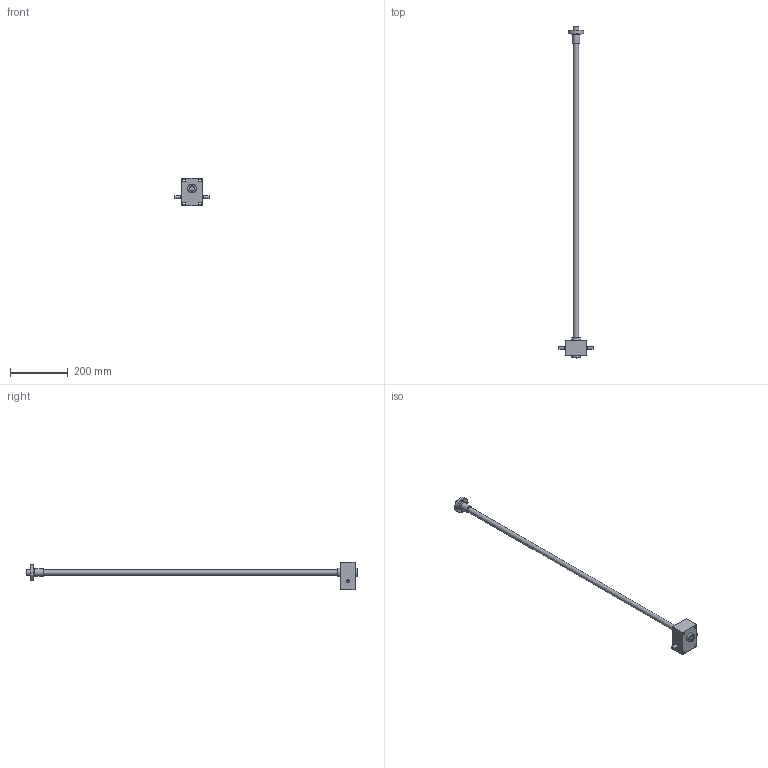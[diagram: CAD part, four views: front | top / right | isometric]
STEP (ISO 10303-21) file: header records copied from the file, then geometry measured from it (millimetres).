
FILE_DESCRIPTION( ( 'STEP AP214' ), ' ' );
FILE_NAME( 'TPR183_B_-_R.1_5_C.1000_-_-_-_-_-_-.stp', '2017-08-20T11:12:47', ( '' ), ( '' ), ' ', 'PARTsolutions', ' ' );
FILE_SCHEMA( ( 'AUTOMOTIVE_DESIGN { 1 0 10303 214 1 1 1 1 }' ) );
Length unit declared in the file: millimetre
Products named in the file (5): TPR183_B_-_R.1/5_C.1000_-_-_-_-_-_-; _TPR183_1_1_1_1_tpr_1; _TPR183-2; _TPR183_1000_11-_tpr_3; _TPR183_1000_1_tpr_4
Assembly tree (5 placements, depth 2):
  TPR183_B_-_R.1/5_C.1000_-_-_-_-_-_-
    _TPR183_1_1_1_1_tpr_1
    _TPR183-2  x2
    _TPR183_1000_11-_tpr_3
    _TPR183_1000_1_tpr_4
Bounding box: 118 x 1145 x 94 mm (x, y, z)
Volume: 646092.2 mm3; surface area: 122637 mm2
Topology: 5 solids, 5 shells, 161 faces, 410 edges, 274 vertices
Faces by surface type: plane 99, cylinder 57, cone 4, torus 1
Full cylindrical faces by diameter (mm): 7 x4, 9 x7, 10 x2, 16 x2, 18 x1, 26 x1, 30 x2, 54 x1
Entity records: 5841 total; most frequent: CARTESIAN_POINT 820, DIRECTION 783, ORIENTED_EDGE 724, EDGE_CURVE 362, AXIS2_PLACEMENT_3D 266, VERTEX_POINT 255, LINE 251, VECTOR 251
